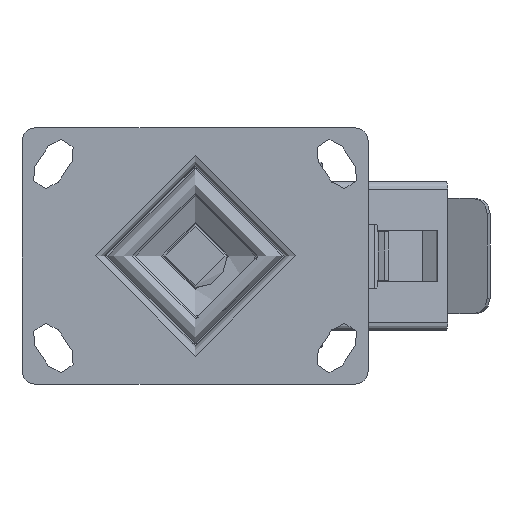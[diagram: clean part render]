
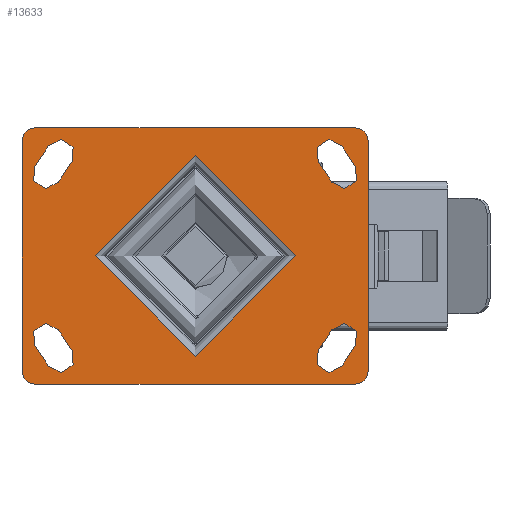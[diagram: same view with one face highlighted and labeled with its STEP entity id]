
A CAD part, top view. The second image highlights one B-rep face of the part: STEP entity #13633.
In plain terms, the highlighted planar face has unit normal (0, 0, 1).
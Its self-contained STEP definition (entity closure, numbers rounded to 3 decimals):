
#1068=FACE_BOUND('',#4621,.T.);
#1069=FACE_BOUND('',#4622,.T.);
#1070=FACE_BOUND('',#4623,.T.);
#1071=FACE_BOUND('',#4624,.T.);
#1072=FACE_BOUND('',#4625,.T.);
#1195=PLANE('',#14860);
#1732=LINE('',#20341,#2691);
#1734=LINE('',#20344,#2693);
#1736=LINE('',#20347,#2695);
#1738=LINE('',#20350,#2697);
#1740=LINE('',#20353,#2699);
#1742=LINE('',#20356,#2701);
#1744=LINE('',#20359,#2703);
#1746=LINE('',#20362,#2705);
#1747=LINE('',#20364,#2706);
#1749=LINE('',#20367,#2708);
#1750=LINE('',#20368,#2709);
#1751=LINE('',#20369,#2710);
#2691=VECTOR('',#16534,1000.);
#2693=VECTOR('',#16538,1000.);
#2695=VECTOR('',#16542,1000.);
#2697=VECTOR('',#16546,1000.);
#2699=VECTOR('',#16550,1000.);
#2701=VECTOR('',#16554,1000.);
#2703=VECTOR('',#16558,1000.);
#2705=VECTOR('',#16562,1000.);
#2706=VECTOR('',#16565,1000.);
#2708=VECTOR('',#16569,1000.);
#2709=VECTOR('',#16570,1000.);
#2710=VECTOR('',#16571,1000.);
#3798=FACE_OUTER_BOUND('',#4620,.T.);
#4620=EDGE_LOOP('',(#9756,#9757,#9758,#9759,#9760,#9761,#9762,#9763));
#4621=EDGE_LOOP('',(#9764,#9765,#9766,#9767));
#4622=EDGE_LOOP('',(#9768,#9769,#9770,#9771));
#4623=EDGE_LOOP('',(#9772,#9773,#9774,#9775));
#4624=EDGE_LOOP('',(#9776,#9777,#9778,#9779));
#4625=EDGE_LOOP('',(#9780));
#5534=CIRCLE('',#14679,39.);
#5647=CIRCLE('',#14816,5.);
#5649=CIRCLE('',#14819,5.);
#5651=CIRCLE('',#14822,5.);
#5653=CIRCLE('',#14825,5.);
#5656=CIRCLE('',#14829,5.5);
#5657=CIRCLE('',#14831,5.5);
#5660=CIRCLE('',#14835,5.5);
#5661=CIRCLE('',#14837,5.5);
#5664=CIRCLE('',#14841,5.5);
#5665=CIRCLE('',#14843,5.5);
#5668=CIRCLE('',#14847,5.5);
#5669=CIRCLE('',#14849,5.5);
#6093=VERTEX_POINT('',#19874);
#6260=VERTEX_POINT('',#20232);
#6261=VERTEX_POINT('',#20233);
#6264=VERTEX_POINT('',#20241);
#6265=VERTEX_POINT('',#20242);
#6268=VERTEX_POINT('',#20250);
#6269=VERTEX_POINT('',#20251);
#6272=VERTEX_POINT('',#20259);
#6273=VERTEX_POINT('',#20260);
#6278=VERTEX_POINT('',#20271);
#6279=VERTEX_POINT('',#20273);
#6280=VERTEX_POINT('',#20277);
#6281=VERTEX_POINT('',#20278);
#6286=VERTEX_POINT('',#20289);
#6287=VERTEX_POINT('',#20291);
#6288=VERTEX_POINT('',#20295);
#6289=VERTEX_POINT('',#20296);
#6294=VERTEX_POINT('',#20307);
#6295=VERTEX_POINT('',#20309);
#6296=VERTEX_POINT('',#20313);
#6297=VERTEX_POINT('',#20314);
#6302=VERTEX_POINT('',#20325);
#6303=VERTEX_POINT('',#20327);
#6304=VERTEX_POINT('',#20331);
#6305=VERTEX_POINT('',#20332);
#7418=EDGE_CURVE('',#6093,#6093,#5534,.T.);
#7597=EDGE_CURVE('',#6260,#6261,#5647,.T.);
#7601=EDGE_CURVE('',#6264,#6265,#5649,.T.);
#7605=EDGE_CURVE('',#6268,#6269,#5651,.T.);
#7609=EDGE_CURVE('',#6272,#6273,#5653,.T.);
#7615=EDGE_CURVE('',#6279,#6278,#5656,.T.);
#7617=EDGE_CURVE('',#6280,#6281,#5657,.T.);
#7623=EDGE_CURVE('',#6287,#6286,#5660,.T.);
#7625=EDGE_CURVE('',#6288,#6289,#5661,.T.);
#7631=EDGE_CURVE('',#6295,#6294,#5664,.T.);
#7633=EDGE_CURVE('',#6296,#6297,#5665,.T.);
#7639=EDGE_CURVE('',#6303,#6302,#5668,.T.);
#7641=EDGE_CURVE('',#6304,#6305,#5669,.T.);
#7646=EDGE_CURVE('',#6302,#6304,#1732,.T.);
#7648=EDGE_CURVE('',#6305,#6303,#1734,.T.);
#7650=EDGE_CURVE('',#6294,#6296,#1736,.T.);
#7652=EDGE_CURVE('',#6297,#6295,#1738,.T.);
#7654=EDGE_CURVE('',#6286,#6288,#1740,.T.);
#7656=EDGE_CURVE('',#6289,#6287,#1742,.T.);
#7658=EDGE_CURVE('',#6278,#6280,#1744,.T.);
#7660=EDGE_CURVE('',#6281,#6279,#1746,.T.);
#7661=EDGE_CURVE('',#6273,#6260,#1747,.T.);
#7663=EDGE_CURVE('',#6269,#6272,#1749,.T.);
#7664=EDGE_CURVE('',#6265,#6268,#1750,.T.);
#7665=EDGE_CURVE('',#6261,#6264,#1751,.T.);
#9756=ORIENTED_EDGE('',*,*,#7609,.F.);
#9757=ORIENTED_EDGE('',*,*,#7663,.F.);
#9758=ORIENTED_EDGE('',*,*,#7605,.F.);
#9759=ORIENTED_EDGE('',*,*,#7664,.F.);
#9760=ORIENTED_EDGE('',*,*,#7601,.F.);
#9761=ORIENTED_EDGE('',*,*,#7665,.F.);
#9762=ORIENTED_EDGE('',*,*,#7597,.F.);
#9763=ORIENTED_EDGE('',*,*,#7661,.F.);
#9764=ORIENTED_EDGE('',*,*,#7639,.T.);
#9765=ORIENTED_EDGE('',*,*,#7646,.T.);
#9766=ORIENTED_EDGE('',*,*,#7641,.T.);
#9767=ORIENTED_EDGE('',*,*,#7648,.T.);
#9768=ORIENTED_EDGE('',*,*,#7631,.T.);
#9769=ORIENTED_EDGE('',*,*,#7650,.T.);
#9770=ORIENTED_EDGE('',*,*,#7633,.T.);
#9771=ORIENTED_EDGE('',*,*,#7652,.T.);
#9772=ORIENTED_EDGE('',*,*,#7623,.T.);
#9773=ORIENTED_EDGE('',*,*,#7654,.T.);
#9774=ORIENTED_EDGE('',*,*,#7625,.T.);
#9775=ORIENTED_EDGE('',*,*,#7656,.T.);
#9776=ORIENTED_EDGE('',*,*,#7615,.T.);
#9777=ORIENTED_EDGE('',*,*,#7658,.T.);
#9778=ORIENTED_EDGE('',*,*,#7617,.T.);
#9779=ORIENTED_EDGE('',*,*,#7660,.T.);
#9780=ORIENTED_EDGE('',*,*,#7418,.F.);
#13633=ADVANCED_FACE('',(#3798,#1068,#1069,#1070,#1071,#1072),#1195,.T.);
#14679=AXIS2_PLACEMENT_3D('',#19875,#16109,#16110);
#14816=AXIS2_PLACEMENT_3D('',#20234,#16437,#16438);
#14819=AXIS2_PLACEMENT_3D('',#20243,#16445,#16446);
#14822=AXIS2_PLACEMENT_3D('',#20252,#16453,#16454);
#14825=AXIS2_PLACEMENT_3D('',#20261,#16461,#16462);
#14829=AXIS2_PLACEMENT_3D('',#20274,#16472,#16473);
#14831=AXIS2_PLACEMENT_3D('',#20279,#16477,#16478);
#14835=AXIS2_PLACEMENT_3D('',#20292,#16488,#16489);
#14837=AXIS2_PLACEMENT_3D('',#20297,#16493,#16494);
#14841=AXIS2_PLACEMENT_3D('',#20310,#16504,#16505);
#14843=AXIS2_PLACEMENT_3D('',#20315,#16509,#16510);
#14847=AXIS2_PLACEMENT_3D('',#20328,#16520,#16521);
#14849=AXIS2_PLACEMENT_3D('',#20333,#16525,#16526);
#14860=AXIS2_PLACEMENT_3D('',#20366,#16567,#16568);
#16109=DIRECTION('center_axis',(0.,0.,1.));
#16110=DIRECTION('ref_axis',(0.,-1.,0.));
#16437=DIRECTION('center_axis',(0.,0.,-1.));
#16438=DIRECTION('ref_axis',(0.707,0.707,0.));
#16445=DIRECTION('center_axis',(0.,0.,-1.));
#16446=DIRECTION('ref_axis',(0.707,-0.707,0.));
#16453=DIRECTION('center_axis',(0.,0.,-1.));
#16454=DIRECTION('ref_axis',(-0.707,-0.707,0.));
#16461=DIRECTION('center_axis',(0.,0.,-1.));
#16462=DIRECTION('ref_axis',(-0.707,0.707,0.));
#16472=DIRECTION('center_axis',(0.,0.,-1.));
#16473=DIRECTION('ref_axis',(-1.,0.,0.));
#16477=DIRECTION('center_axis',(0.,0.,-1.));
#16478=DIRECTION('ref_axis',(-1.,0.,0.));
#16488=DIRECTION('center_axis',(0.,0.,-1.));
#16489=DIRECTION('ref_axis',(1.,0.,0.));
#16493=DIRECTION('center_axis',(0.,0.,-1.));
#16494=DIRECTION('ref_axis',(1.,0.,0.));
#16504=DIRECTION('center_axis',(0.,0.,-1.));
#16505=DIRECTION('ref_axis',(1.,0.,0.));
#16509=DIRECTION('center_axis',(0.,0.,-1.));
#16510=DIRECTION('ref_axis',(1.,0.,0.));
#16520=DIRECTION('center_axis',(0.,0.,-1.));
#16521=DIRECTION('ref_axis',(-1.,0.,0.));
#16525=DIRECTION('center_axis',(0.,0.,-1.));
#16526=DIRECTION('ref_axis',(-1.,0.,0.));
#16534=DIRECTION('',(0.555,0.832,0.));
#16538=DIRECTION('',(-0.555,-0.832,0.));
#16542=DIRECTION('',(-0.555,0.832,0.));
#16546=DIRECTION('',(0.555,-0.832,0.));
#16550=DIRECTION('',(-0.555,-0.832,0.));
#16554=DIRECTION('',(0.555,0.832,0.));
#16558=DIRECTION('',(0.555,-0.832,0.));
#16562=DIRECTION('',(-0.555,0.832,0.));
#16565=DIRECTION('',(1.,0.,0.));
#16567=DIRECTION('center_axis',(0.,0.,1.));
#16568=DIRECTION('ref_axis',(1.,0.,0.));
#16569=DIRECTION('',(0.,1.,0.));
#16570=DIRECTION('',(-1.,0.,0.));
#16571=DIRECTION('',(0.,-1.,0.));
#19874=CARTESIAN_POINT('',(39.,0.,0.));
#19875=CARTESIAN_POINT('Origin',(0.,0.,0.));
#20232=CARTESIAN_POINT('',(62.5,50.,0.));
#20233=CARTESIAN_POINT('',(67.5,45.,0.));
#20234=CARTESIAN_POINT('Origin',(62.5,45.,0.));
#20241=CARTESIAN_POINT('',(67.5,-45.,0.));
#20242=CARTESIAN_POINT('',(62.5,-50.,0.));
#20243=CARTESIAN_POINT('Origin',(62.5,-45.,0.));
#20250=CARTESIAN_POINT('',(-62.5,-50.,0.));
#20251=CARTESIAN_POINT('',(-67.5,-45.,0.));
#20252=CARTESIAN_POINT('Origin',(-62.5,-45.,0.));
#20259=CARTESIAN_POINT('',(-67.5,45.,0.));
#20260=CARTESIAN_POINT('',(-62.5,50.,0.));
#20261=CARTESIAN_POINT('Origin',(-62.5,45.,0.));
#20271=CARTESIAN_POINT('',(57.15,42.938,0.));
#20273=CARTESIAN_POINT('',(48.,36.838,0.));
#20274=CARTESIAN_POINT('Origin',(52.5,40.,0.));
#20277=CARTESIAN_POINT('',(62.5,34.912,0.));
#20278=CARTESIAN_POINT('',(53.35,28.812,0.));
#20279=CARTESIAN_POINT('Origin',(58.,31.75,0.));
#20289=CARTESIAN_POINT('',(-48.,36.838,0.));
#20291=CARTESIAN_POINT('',(-57.15,42.938,0.));
#20292=CARTESIAN_POINT('Origin',(-52.5,40.,0.));
#20295=CARTESIAN_POINT('',(-53.35,28.812,0.));
#20296=CARTESIAN_POINT('',(-62.5,34.912,0.));
#20297=CARTESIAN_POINT('Origin',(-58.,31.75,0.));
#20307=CARTESIAN_POINT('',(-57.15,-42.938,0.));
#20309=CARTESIAN_POINT('',(-48.,-36.838,0.));
#20310=CARTESIAN_POINT('Origin',(-52.5,-40.,0.));
#20313=CARTESIAN_POINT('',(-62.5,-34.912,0.));
#20314=CARTESIAN_POINT('',(-53.35,-28.812,0.));
#20315=CARTESIAN_POINT('Origin',(-58.,-31.75,0.));
#20325=CARTESIAN_POINT('',(48.,-36.838,0.));
#20327=CARTESIAN_POINT('',(57.15,-42.938,0.));
#20328=CARTESIAN_POINT('Origin',(52.5,-40.,0.));
#20331=CARTESIAN_POINT('',(53.35,-28.812,0.));
#20332=CARTESIAN_POINT('',(62.5,-34.912,0.));
#20333=CARTESIAN_POINT('Origin',(58.,-31.75,0.));
#20341=CARTESIAN_POINT('',(50.454,-33.157,0.));
#20344=CARTESIAN_POINT('',(59.604,-39.257,0.));
#20347=CARTESIAN_POINT('',(-59.604,-39.257,0.));
#20350=CARTESIAN_POINT('',(-50.454,-33.157,0.));
#20353=CARTESIAN_POINT('',(-50.454,33.157,0.));
#20356=CARTESIAN_POINT('',(-59.604,39.257,0.));
#20359=CARTESIAN_POINT('',(59.604,39.257,0.));
#20362=CARTESIAN_POINT('',(50.454,33.157,0.));
#20364=CARTESIAN_POINT('',(0.,50.,0.));
#20366=CARTESIAN_POINT('Origin',(0.,0.,0.));
#20367=CARTESIAN_POINT('',(-67.5,0.,0.));
#20368=CARTESIAN_POINT('',(0.,-50.,0.));
#20369=CARTESIAN_POINT('',(67.5,0.,0.));
